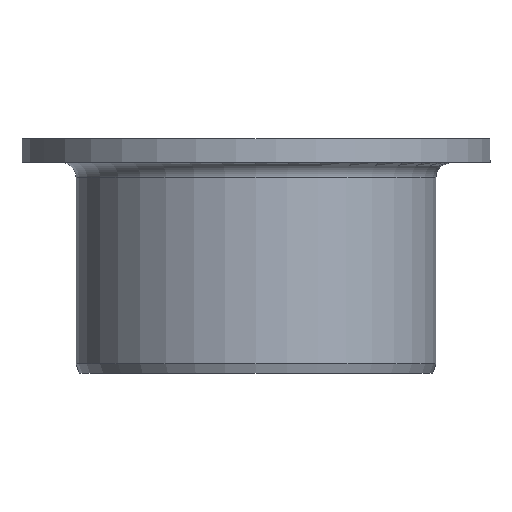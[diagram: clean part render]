
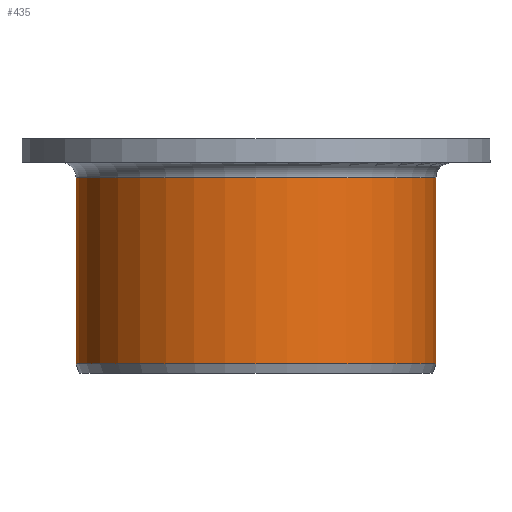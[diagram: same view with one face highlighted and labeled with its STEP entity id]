
A CAD part, left-side view. The second image highlights one B-rep face of the part: STEP entity #435.
In plain terms, the highlighted cylindrical face has radius 11.5 mm (diameter 23 mm), a partial arc.
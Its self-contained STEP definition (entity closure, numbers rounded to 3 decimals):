
#115=DIRECTION('',(0.,0.,-1.));
#116=VECTOR('',#115,11.9);
#117=CARTESIAN_POINT('',(0.,11.5,-2.5));
#118=LINE('',#117,#116);
#119=DIRECTION('',(0.,0.,-1.));
#120=VECTOR('',#119,11.9);
#121=CARTESIAN_POINT('',(0.,-11.5,-2.5));
#122=LINE('',#121,#120);
#145=CARTESIAN_POINT('',(0.,0.,-2.5));
#146=DIRECTION('',(0.,0.,-1.));
#147=DIRECTION('',(0.,-1.,0.));
#148=AXIS2_PLACEMENT_3D('',#145,#146,#147);
#150=CARTESIAN_POINT('',(0.,0.,-14.4));
#151=DIRECTION('',(0.,0.,-1.));
#152=DIRECTION('',(0.,-1.,0.));
#153=AXIS2_PLACEMENT_3D('',#150,#151,#152);
#214=CARTESIAN_POINT('',(0.,-11.5,-2.5));
#215=CARTESIAN_POINT('',(0.,-11.5,-14.4));
#216=VERTEX_POINT('',#214);
#217=VERTEX_POINT('',#215);
#226=CARTESIAN_POINT('',(0.,11.5,-2.5));
#227=CARTESIAN_POINT('',(0.,11.5,-14.4));
#228=VERTEX_POINT('',#226);
#229=VERTEX_POINT('',#227);
#423=CARTESIAN_POINT('',(0.,0.,0.75));
#424=DIRECTION('',(0.,0.,-1.));
#425=DIRECTION('',(0.,-1.,0.));
#426=AXIS2_PLACEMENT_3D('',#423,#424,#425);
#427=CYLINDRICAL_SURFACE('',#426,11.5);
#428=ORIENTED_EDGE('',*,*,#391,.T.);
#430=ORIENTED_EDGE('',*,*,#429,.T.);
#431=ORIENTED_EDGE('',*,*,#387,.F.);
#432=ORIENTED_EDGE('',*,*,#372,.F.);
#433=EDGE_LOOP('',(#428,#430,#431,#432));
#434=FACE_OUTER_BOUND('',#433,.F.);
#435=ADVANCED_FACE('',(#434),#427,.T.);
#149=CIRCLE('',#148,11.5);
#154=CIRCLE('',#153,11.5);
#372=EDGE_CURVE('',#216,#228,#149,.T.);
#387=EDGE_CURVE('',#228,#229,#118,.T.);
#391=EDGE_CURVE('',#216,#217,#122,.T.);
#429=EDGE_CURVE('',#217,#229,#154,.T.);
